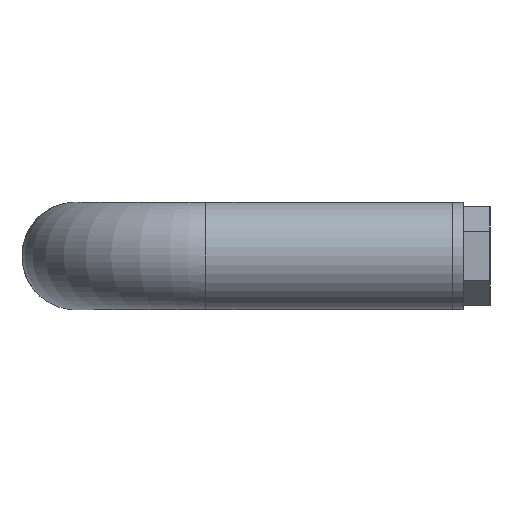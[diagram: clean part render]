
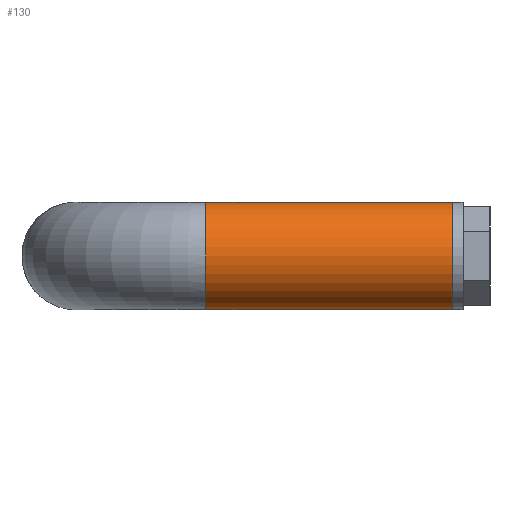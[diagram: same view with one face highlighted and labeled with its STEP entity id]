
A CAD part, left-side view. The second image highlights one B-rep face of the part: STEP entity #130.
In plain terms, the highlighted cylindrical face has radius 5.01 mm (diameter 10.02 mm), a full revolution.
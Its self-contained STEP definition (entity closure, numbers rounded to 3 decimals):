
#130 = ADVANCED_FACE( '', ( #278, #279 ), #280, .T. );
#278 = FACE_OUTER_BOUND( '', #433, .T. );
#279 = FACE_OUTER_BOUND( '', #434, .T. );
#280 = CYLINDRICAL_SURFACE( '', #435, 5.01 );
#433 = EDGE_LOOP( '', ( #701 ) );
#434 = EDGE_LOOP( '', ( #702 ) );
#435 = AXIS2_PLACEMENT_3D( '', #703, #704, #705 );
#701 = ORIENTED_EDGE( '', *, *, #826, .F. );
#702 = ORIENTED_EDGE( '', *, *, #746, .T. );
#703 = CARTESIAN_POINT( '', ( 5., 0., 0. ) );
#704 = DIRECTION( '', ( 0., -1., 0. ) );
#705 = DIRECTION( '', ( 0., 0., 1. ) );
#746 = EDGE_CURVE( '', #848, #848, #849, .T. );
#826 = EDGE_CURVE( '', #968, #968, #969, .T. );
#848 = VERTEX_POINT( '', #994 );
#849 = CIRCLE( '', #995, 5.01 );
#968 = VERTEX_POINT( '', #1212 );
#969 = CIRCLE( '', #1213, 5.01 );
#994 = CARTESIAN_POINT( '', ( 5., 22.9, 5.01 ) );
#995 = AXIS2_PLACEMENT_3D( '', #1275, #1276, #1277 );
#1212 = CARTESIAN_POINT( '', ( 5., 0., 5.01 ) );
#1213 = AXIS2_PLACEMENT_3D( '', #1358, #1359, #1360 );
#1275 = CARTESIAN_POINT( '', ( 5., 22.9, 0. ) );
#1276 = DIRECTION( '', ( 0., -1., 0. ) );
#1277 = DIRECTION( '', ( 0., 0., 1. ) );
#1358 = CARTESIAN_POINT( '', ( 5., 0., 0. ) );
#1359 = DIRECTION( '', ( 0., -1., 0. ) );
#1360 = DIRECTION( '', ( 0., 0., 1. ) );
